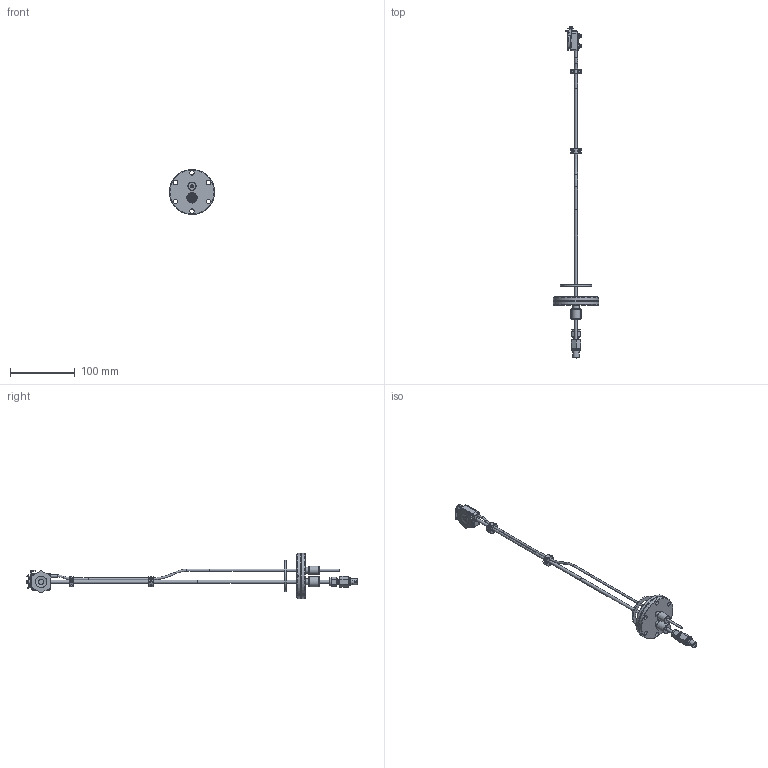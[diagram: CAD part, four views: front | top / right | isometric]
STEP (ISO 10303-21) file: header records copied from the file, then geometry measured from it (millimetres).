
FILE_DESCRIPTION(/* description */ ('Adjustable ALD Sensor (750-717-G2)'),/* implementation_level */ '2;1');
FILE_NAME(/* name */ '750-717-G2 - Adjustable ALD Sensor (Outline Model rev.A).stp',/* time_stamp */ '2021-07-14T14:45:35-04:00',/* author */ ('Joel Plasencia'),/* organization */ ('INFICON'),/* preprocessor_version */ 'ST-DEVELOPER v16',/* originating_system */ 'SIEMENS PLM Software NX 10.0',/* authorisation */ 'Copyright© 2021 INFICON - ALL RIGHTS RESERVED');
FILE_SCHEMA (('AUTOMOTIVE_DESIGN { 1 0 10303 214 3 1 1 1 }'));
Length unit declared in the file: millimetre
Products named in the file (1): 750-717-G2_A
Bounding box: 69.34 x 511.05 x 69.34 mm (x, y, z)
Volume: 80100.8 mm3; surface area: 41084.1 mm2
Topology: 12 solids, 14 shells, 610 faces, 1510 edges, 961 vertices
Faces by surface type: plane 316, cylinder 195, cone 56, torus 24, bspline 15, extrusion 4
Full cylindrical faces by diameter (mm): 1.499 x3, 1.575 x4, 2.261 x4, 2.286 x2, 2.438 x1, 3.048 x9, 3.175 x3, 3.302 x3, 3.454 x6, 4.572 x1, 4.648 x9, 4.699 x1, 4.839 x1, 4.851 x2, 5.055 x2, 6.096 x1, 6.35 x1, 6.731 x2, 7.569 x1, 7.874 x4, 8.179 x1, 8.255 x1, 8.433 x1, 9.398 x1, 9.525 x2, 10.414 x2, 10.668 x1, 11.43 x1, 12.7 x3, 15.875 x1
Entity records: 18667 total; most frequent: CARTESIAN_POINT 4108, DIRECTION 2964, ORIENTED_EDGE 2734, EDGE_CURVE 1367, AXIS2_PLACEMENT_3D 1121, VERTEX_POINT 925, EDGE_LOOP 822, VECTOR 722
